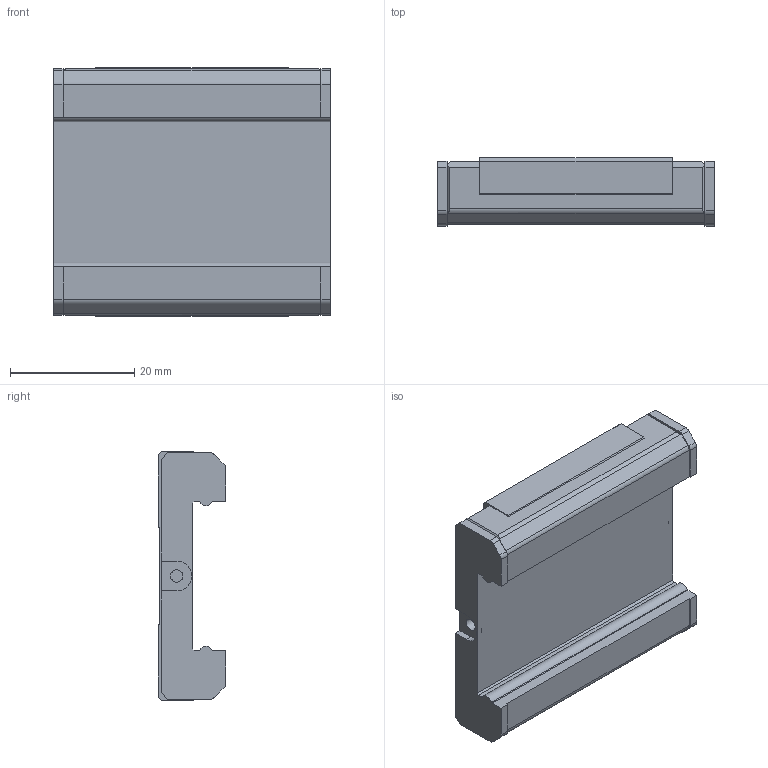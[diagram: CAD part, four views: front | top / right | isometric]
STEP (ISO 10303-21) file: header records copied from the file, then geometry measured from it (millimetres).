
FILE_DESCRIPTION(/* description */ ('STEP AP214'),/* implementation_level */ '2;1');
FILE_NAME(/* name */ 'SRS12WGMUU(GK) BLOCK(1)',/* time_stamp */ '2023-02-06T13:04:42+01:00',/* author */ ('License CC BY-ND 4.0'),/* organization */ ('CADENAS'),/* preprocessor_version */ 'ST-DEVELOPER v18.102',/* originating_system */ 'PARTsolutions',/* authorisation */ ' ');
FILE_SCHEMA (('AUTOMOTIVE_DESIGN {1 0 10303 214 3 1 1}'));
Length unit declared in the file: millimetre
Products named in the file (2): SRS12WGMUU(GK) BLOCK(1); SRS12WGMUU1 S
Assembly tree (1 placements, depth 2):
  SRS12WGMUU(GK) BLOCK(1)
    SRS12WGMUU1 S
Bounding box: 44.5 x 10.9 x 40 mm (x, y, z)
Volume: 12695.9 mm3; surface area: 5679.6 mm2
Topology: 1 solids, 1 shells, 102 faces, 290 edges, 192 vertices
Faces by surface type: plane 66, cylinder 28, cone 8
Full cylindrical faces by diameter (mm): 2 x2, 2.459 x4
Entity records: 3225 total; most frequent: CARTESIAN_POINT 560, ORIENTED_EDGE 536, DIRECTION 536, EDGE_CURVE 268, LINE 208, VECTOR 208, VERTEX_POINT 188, AXIS2_PLACEMENT_3D 164
